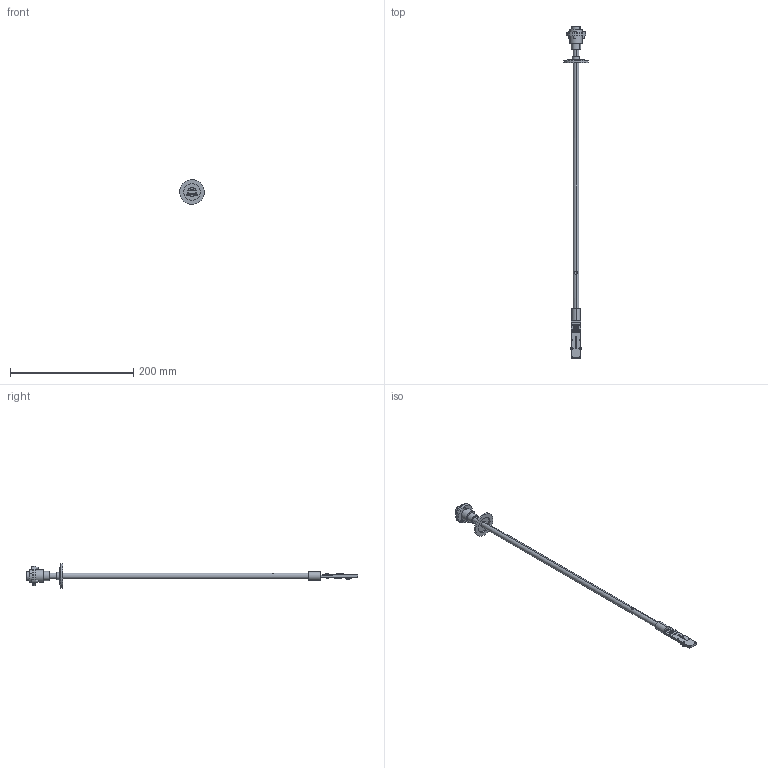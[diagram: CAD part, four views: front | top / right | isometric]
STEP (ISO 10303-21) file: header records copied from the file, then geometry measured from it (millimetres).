
FILE_DESCRIPTION (( 'STEP AP214' ), '1' );
FILE_NAME ('RT_Insert_Old.STEP', '2017-08-19T14:12:14', ( 'Sidh Singh' ), ( '' ), 'SwSTEP 2.0', 'SolidWorks 2012', '' );
FILE_SCHEMA (( 'AUTOMOTIVE_DESIGN' ));
Length unit declared in the file: millimetre
Products named in the file (1): RT_Insert_Old
Bounding box: 40 x 538 x 40 mm (x, y, z)
Surface area: 35869.8 mm2 (no closed solid volume)
Topology: 0 solids, 37 shells, 183 faces, 726 edges, 569 vertices
Faces by surface type: cylinder 79, plane 73, torus 10, bspline 8, cone 7, sphere 6
Entity records: 10518 total; most frequent: CARTESIAN_POINT 2381, DIRECTION 1353, ORIENTED_EDGE 1021, EDGE_CURVE 726, VERTEX_POINT 569, AXIS2_PLACEMENT_3D 495, LINE 363, VECTOR 363
